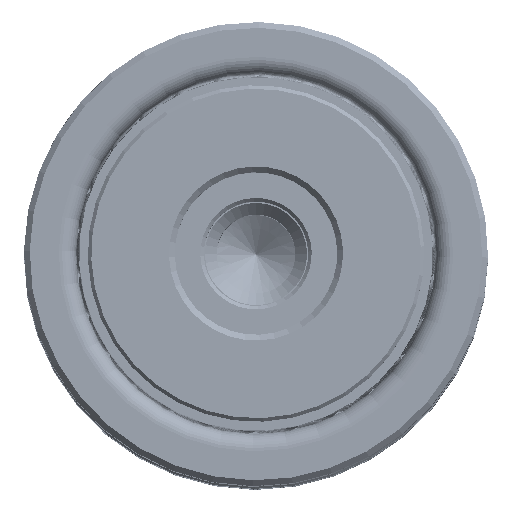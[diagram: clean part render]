
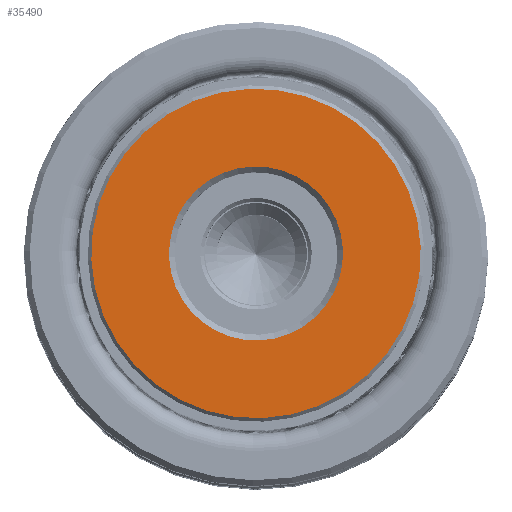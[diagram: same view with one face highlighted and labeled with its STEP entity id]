
A CAD part, top view. The second image highlights one B-rep face of the part: STEP entity #35490.
In plain terms, the highlighted face is planar.
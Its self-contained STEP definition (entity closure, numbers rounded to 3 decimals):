
#244 = FACE_OUTER_BOUND ( 'NONE', #15606, .T. ) ;
#3589 = EDGE_CURVE ( 'NONE', #18462, #12958, #5027, .T. ) ;
#5027 = CIRCLE ( 'NONE', #17145, 14.2 ) ;
#5453 = ORIENTED_EDGE ( 'NONE', *, *, #21876, .T. ) ;
#5968 = AXIS2_PLACEMENT_3D ( 'NONE', #9641, #35169, #13314 ) ;
#7186 = EDGE_LOOP ( 'NONE', ( #36776, #5453 ) ) ;
#9641 = CARTESIAN_POINT ( 'NONE',  ( 0., 0., 0. ) ) ;
#9664 = CARTESIAN_POINT ( 'NONE',  ( -14.2, 0., 0. ) ) ;
#9678 = DIRECTION ( 'NONE',  ( 0., 0., -1. ) ) ;
#12027 = CIRCLE ( 'NONE', #41417, 7.5 ) ;
#12958 = VERTEX_POINT ( 'NONE', #42874 ) ;
#13314 = DIRECTION ( 'NONE',  ( 1., 0., 0. ) ) ;
#15606 = EDGE_LOOP ( 'NONE', ( #40755, #18545 ) ) ;
#17145 = AXIS2_PLACEMENT_3D ( 'NONE', #41924, #20064, #45601 ) ;
#17254 = CARTESIAN_POINT ( 'NONE',  ( 7.5, 0., 0. ) ) ;
#18462 = VERTEX_POINT ( 'NONE', #9664 ) ;
#18545 = ORIENTED_EDGE ( 'NONE', *, *, #3589, .T. ) ;
#19343 = CARTESIAN_POINT ( 'NONE',  ( 0., 0., 0. ) ) ;
#19728 = FACE_BOUND ( 'NONE', #7186, .T. ) ;
#19739 = EDGE_CURVE ( 'NONE', #33564, #44841, #12027, .T. ) ;
#20064 = DIRECTION ( 'NONE',  ( 0., 0., -1. ) ) ;
#21225 = DIRECTION ( 'NONE',  ( 1., 0., 0. ) ) ;
#21876 = EDGE_CURVE ( 'NONE', #44841, #33564, #45755, .T. ) ;
#22989 = DIRECTION ( 'NONE',  ( 1., 0., 0. ) ) ;
#25985 = AXIS2_PLACEMENT_3D ( 'NONE', #28241, #43097, #21225 ) ;
#27463 = AXIS2_PLACEMENT_3D ( 'NONE', #31503, #9678, #35215 ) ;
#28241 = CARTESIAN_POINT ( 'NONE',  ( 0., 0., 0. ) ) ;
#31305 = EDGE_CURVE ( 'NONE', #12958, #18462, #32900, .T. ) ;
#31503 = CARTESIAN_POINT ( 'NONE',  ( 0., 0., 0. ) ) ;
#32900 = CIRCLE ( 'NONE', #27463, 14.2 ) ;
#33564 = VERTEX_POINT ( 'NONE', #47105 ) ;
#35169 = DIRECTION ( 'NONE',  ( 0., 0., 1. ) ) ;
#35215 = DIRECTION ( 'NONE',  ( 1., 0., 0. ) ) ;
#35490 = ADVANCED_FACE ( 'NONE', ( #244, #19728 ), #39424, .F. ) ;
#36776 = ORIENTED_EDGE ( 'NONE', *, *, #19739, .T. ) ;
#39424 = PLANE ( 'NONE',  #25985 ) ;
#40755 = ORIENTED_EDGE ( 'NONE', *, *, #31305, .T. ) ;
#41417 = AXIS2_PLACEMENT_3D ( 'NONE', #19343, #44867, #22989 ) ;
#41924 = CARTESIAN_POINT ( 'NONE',  ( 0., 0., 0. ) ) ;
#42874 = CARTESIAN_POINT ( 'NONE',  ( 14.2, 0., 0. ) ) ;
#43097 = DIRECTION ( 'NONE',  ( 0., 0., 1. ) ) ;
#44841 = VERTEX_POINT ( 'NONE', #17254 ) ;
#44867 = DIRECTION ( 'NONE',  ( 0., 0., 1. ) ) ;
#45601 = DIRECTION ( 'NONE',  ( 1., 0., 0. ) ) ;
#45755 = CIRCLE ( 'NONE', #5968, 7.5 ) ;
#47105 = CARTESIAN_POINT ( 'NONE',  ( -7.5, 0., 0. ) ) ;
